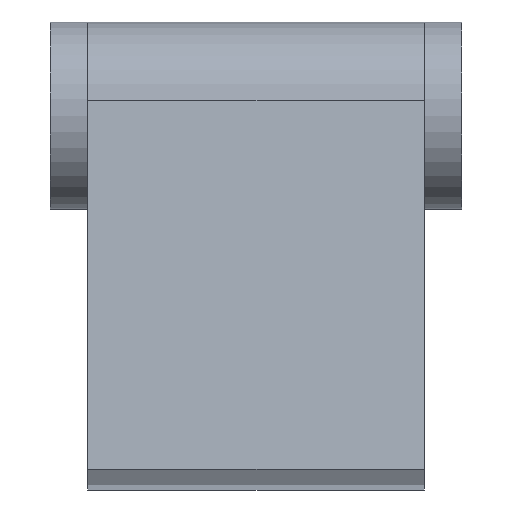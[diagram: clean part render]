
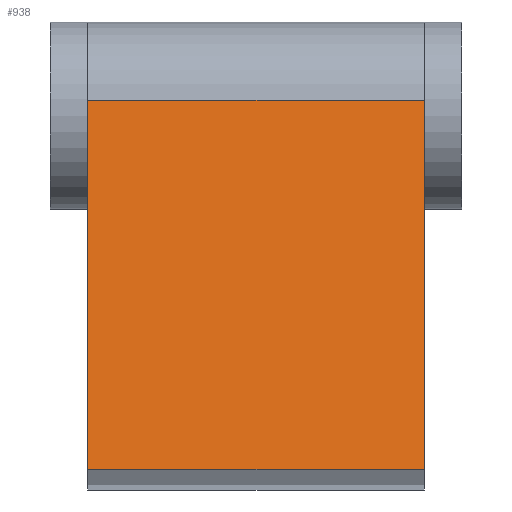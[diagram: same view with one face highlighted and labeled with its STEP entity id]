
A CAD part, front view. The second image highlights one B-rep face of the part: STEP entity #938.
In plain terms, the highlighted face is planar.
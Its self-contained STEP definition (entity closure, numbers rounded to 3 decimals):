
#8 = CARTESIAN_POINT ( 'NONE',  ( 0., 2.5, -10. ) ) ;
#12 = FACE_OUTER_BOUND ( 'NONE', #1309, .T. ) ;
#28 = CARTESIAN_POINT ( 'NONE',  ( 0., 2.5, 0. ) ) ;
#32 = LINE ( 'NONE', #568, #1484 ) ;
#35 = ORIENTED_EDGE ( 'NONE', *, *, #1021, .F. ) ;
#64 = ORIENTED_EDGE ( 'NONE', *, *, #1599, .T. ) ;
#101 = CARTESIAN_POINT ( 'NONE',  ( 9., 2.5, -10. ) ) ;
#182 = LINE ( 'NONE', #101, #1083 ) ;
#210 = VERTEX_POINT ( 'NONE', #1385 ) ;
#278 = VECTOR ( 'NONE', #517, 1000. ) ;
#296 = CARTESIAN_POINT ( 'NONE',  ( 9., 2.5, 0. ) ) ;
#304 = ORIENTED_EDGE ( 'NONE', *, *, #701, .T. ) ;
#312 = DIRECTION ( 'NONE',  ( 0., 0., 1. ) ) ;
#348 = EDGE_CURVE ( 'NONE', #387, #210, #32, .T. ) ;
#387 = VERTEX_POINT ( 'NONE', #1103 ) ;
#420 = VERTEX_POINT ( 'NONE', #8 ) ;
#437 = LINE ( 'NONE', #839, #1601 ) ;
#517 = DIRECTION ( 'NONE',  ( 0., 0., 1. ) ) ;
#568 = CARTESIAN_POINT ( 'NONE',  ( 9., 2.5, 0. ) ) ;
#701 = EDGE_CURVE ( 'NONE', #387, #420, #182, .T. ) ;
#839 = CARTESIAN_POINT ( 'NONE',  ( 9., 2.5, 0. ) ) ;
#898 = PLANE ( 'NONE',  #923 ) ;
#923 = AXIS2_PLACEMENT_3D ( 'NONE', #296, #1433, #1055 ) ;
#938 = ADVANCED_FACE ( 'NONE', ( #12 ), #898, .F. ) ;
#1020 = VERTEX_POINT ( 'NONE', #1096 ) ;
#1021 = EDGE_CURVE ( 'NONE', #210, #1020, #437, .T. ) ;
#1055 = DIRECTION ( 'NONE',  ( 0., 0., -1. ) ) ;
#1083 = VECTOR ( 'NONE', #1253, 1000. ) ;
#1096 = CARTESIAN_POINT ( 'NONE',  ( 0., 2.5, 0. ) ) ;
#1103 = CARTESIAN_POINT ( 'NONE',  ( 9., 2.5, -10. ) ) ;
#1158 = LINE ( 'NONE', #28, #278 ) ;
#1213 = DIRECTION ( 'NONE',  ( -1., 0., 0. ) ) ;
#1253 = DIRECTION ( 'NONE',  ( -1., 0., 0. ) ) ;
#1309 = EDGE_LOOP ( 'NONE', ( #64, #35, #1605, #304 ) ) ;
#1385 = CARTESIAN_POINT ( 'NONE',  ( 9., 2.5, 0. ) ) ;
#1433 = DIRECTION ( 'NONE',  ( 0., -1., 0. ) ) ;
#1484 = VECTOR ( 'NONE', #312, 1000. ) ;
#1599 = EDGE_CURVE ( 'NONE', #420, #1020, #1158, .T. ) ;
#1601 = VECTOR ( 'NONE', #1213, 1000. ) ;
#1605 = ORIENTED_EDGE ( 'NONE', *, *, #348, .F. ) ;
